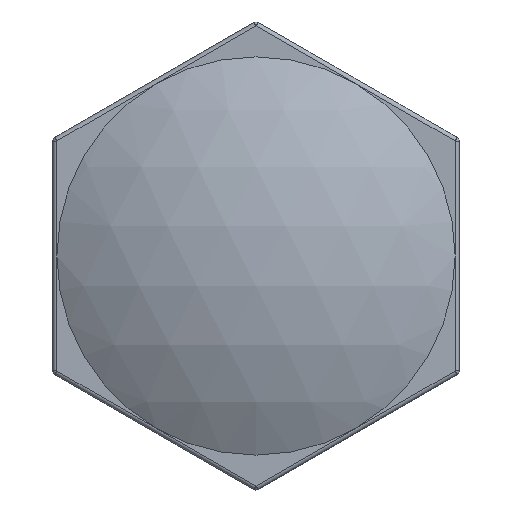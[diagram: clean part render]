
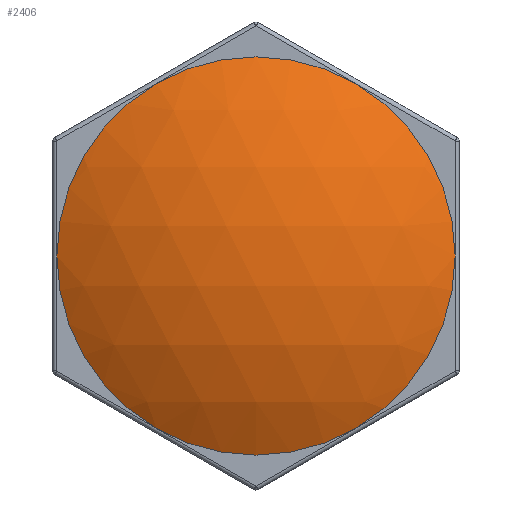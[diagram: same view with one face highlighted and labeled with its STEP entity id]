
A CAD part, left-side view. The second image highlights one B-rep face of the part: STEP entity #2406.
In plain terms, the highlighted spherical face has radius 38.27 mm.
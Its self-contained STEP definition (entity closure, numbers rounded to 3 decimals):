
#551=FACE_OUTER_BOUND('',#689,.T.);
#689=EDGE_LOOP('',(#2258,#2259,#2260,#2261,#2262,#2263));
#714=CIRCLE('',#2452,19.6);
#715=CIRCLE('',#2454,19.6);
#716=CIRCLE('',#2456,19.6);
#717=CIRCLE('',#2458,19.6);
#718=CIRCLE('',#2460,19.6);
#719=CIRCLE('',#2462,19.6);
#928=VERTEX_POINT('',#3665);
#932=VERTEX_POINT('',#3677);
#938=VERTEX_POINT('',#3695);
#942=VERTEX_POINT('',#3707);
#948=VERTEX_POINT('',#3725);
#951=VERTEX_POINT('',#3736);
#1214=EDGE_CURVE('',#938,#928,#714,.T.);
#1215=EDGE_CURVE('',#928,#932,#715,.T.);
#1216=EDGE_CURVE('',#932,#942,#716,.T.);
#1217=EDGE_CURVE('',#942,#948,#717,.T.);
#1218=EDGE_CURVE('',#948,#951,#718,.T.);
#1219=EDGE_CURVE('',#951,#938,#719,.T.);
#2258=ORIENTED_EDGE('',*,*,#1215,.T.);
#2259=ORIENTED_EDGE('',*,*,#1216,.T.);
#2260=ORIENTED_EDGE('',*,*,#1217,.T.);
#2261=ORIENTED_EDGE('',*,*,#1218,.T.);
#2262=ORIENTED_EDGE('',*,*,#1219,.T.);
#2263=ORIENTED_EDGE('',*,*,#1214,.T.);
#2271=SPHERICAL_SURFACE('',#2775,38.27);
#2406=ADVANCED_FACE('',(#551),#2271,.T.);
#2452=AXIS2_PLACEMENT_3D('',#3758,#2894,#2895);
#2454=AXIS2_PLACEMENT_3D('',#3760,#2898,#2899);
#2456=AXIS2_PLACEMENT_3D('',#3762,#2902,#2903);
#2458=AXIS2_PLACEMENT_3D('',#3764,#2906,#2907);
#2460=AXIS2_PLACEMENT_3D('',#3766,#2910,#2911);
#2462=AXIS2_PLACEMENT_3D('',#3768,#2914,#2915);
#2775=AXIS2_PLACEMENT_3D('',#4389,#3646,#3647);
#2894=DIRECTION('center_axis',(-1.,0.,0.));
#2895=DIRECTION('ref_axis',(0.,0.,1.));
#2898=DIRECTION('center_axis',(-1.,0.,0.));
#2899=DIRECTION('ref_axis',(0.,0.,1.));
#2902=DIRECTION('center_axis',(-1.,0.,0.));
#2903=DIRECTION('ref_axis',(0.,0.,1.));
#2906=DIRECTION('center_axis',(-1.,0.,0.));
#2907=DIRECTION('ref_axis',(0.,0.,1.));
#2910=DIRECTION('center_axis',(-1.,0.,0.));
#2911=DIRECTION('ref_axis',(0.,0.,1.));
#2914=DIRECTION('center_axis',(-1.,0.,0.));
#2915=DIRECTION('ref_axis',(0.,0.,1.));
#3646=DIRECTION('center_axis',(0.,0.,1.));
#3647=DIRECTION('ref_axis',(1.,0.,0.));
#3665=CARTESIAN_POINT('',(5.4,-19.6,0.));
#3677=CARTESIAN_POINT('',(5.4,-9.8,16.974));
#3695=CARTESIAN_POINT('',(5.4,-9.8,-16.974));
#3707=CARTESIAN_POINT('',(5.4,9.8,16.974));
#3725=CARTESIAN_POINT('',(5.4,19.6,0.));
#3736=CARTESIAN_POINT('',(5.4,9.8,-16.974));
#3758=CARTESIAN_POINT('Origin',(5.4,0.,0.));
#3760=CARTESIAN_POINT('Origin',(5.4,0.,0.));
#3762=CARTESIAN_POINT('Origin',(5.4,0.,0.));
#3764=CARTESIAN_POINT('Origin',(5.4,0.,0.));
#3766=CARTESIAN_POINT('Origin',(5.4,0.,0.));
#3768=CARTESIAN_POINT('Origin',(5.4,0.,0.));
#4389=CARTESIAN_POINT('Origin',(38.27,0.,0.));
